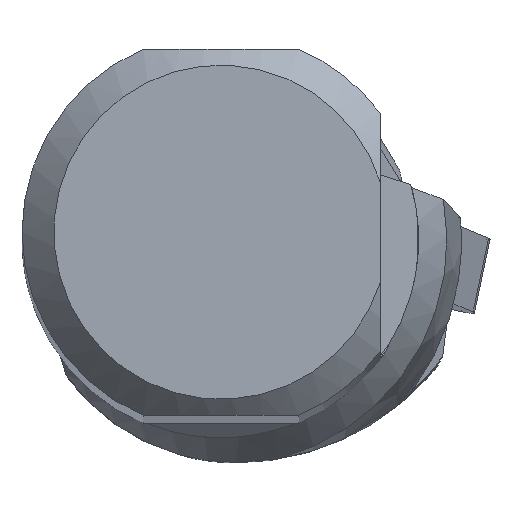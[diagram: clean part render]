
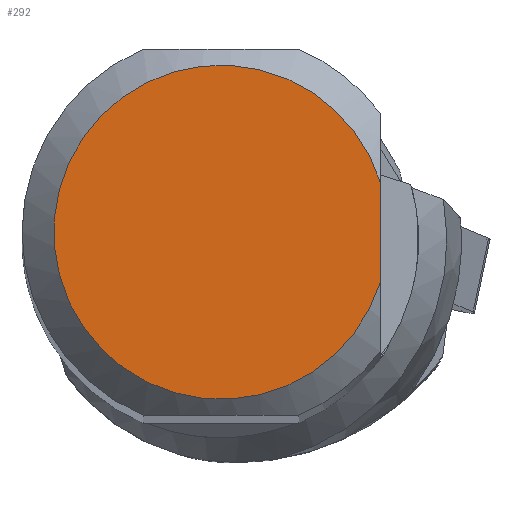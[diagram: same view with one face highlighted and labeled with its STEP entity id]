
A CAD part, top view. The second image highlights one B-rep face of the part: STEP entity #292.
In plain terms, the highlighted planar face has unit normal (0, 0, 1).
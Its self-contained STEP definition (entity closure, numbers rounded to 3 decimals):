
#216=FACE_OUTER_BOUND('',#657,.T.);
#292=ADVANCED_FACE('CU_SU_BP3',(#216),#351,.T.);
#351=PLANE('',#1646);
#438=LINE('',#2460,#554);
#554=VECTOR('',#1933,1.);
#657=EDGE_LOOP('',(#873,#874));
#873=ORIENTED_EDGE('',*,*,#1383,.T.);
#874=ORIENTED_EDGE('',*,*,#1384,.F.);
#1217=VERTEX_POINT('',#2461);
#1218=VERTEX_POINT('',#2462);
#1383=EDGE_CURVE('',#1217,#1218,#438,.T.);
#1384=EDGE_CURVE('',#1217,#1218,#1502,.T.);
#1502=CIRCLE('',#1645,10.491);
#1645=AXIS2_PLACEMENT_3D('',#2463,#1934,#1935);
#1646=AXIS2_PLACEMENT_3D('',#2464,#1936,#1937);
#1933=DIRECTION('',(0.,1.,0.));
#1934=DIRECTION('',(0.,0.,-1.));
#1935=DIRECTION('',(-1.,0.,0.));
#1936=DIRECTION('',(0.,0.,1.));
#1937=DIRECTION('',(-1.,0.,0.));
#2460=CARTESIAN_POINT('',(10.009,0.,0.));
#2461=CARTESIAN_POINT('',(10.009,-3.145,0.));
#2462=CARTESIAN_POINT('',(10.009,3.145,0.));
#2463=CARTESIAN_POINT('',(0.,0.,0.));
#2464=CARTESIAN_POINT('',(0.,0.,
0.));
